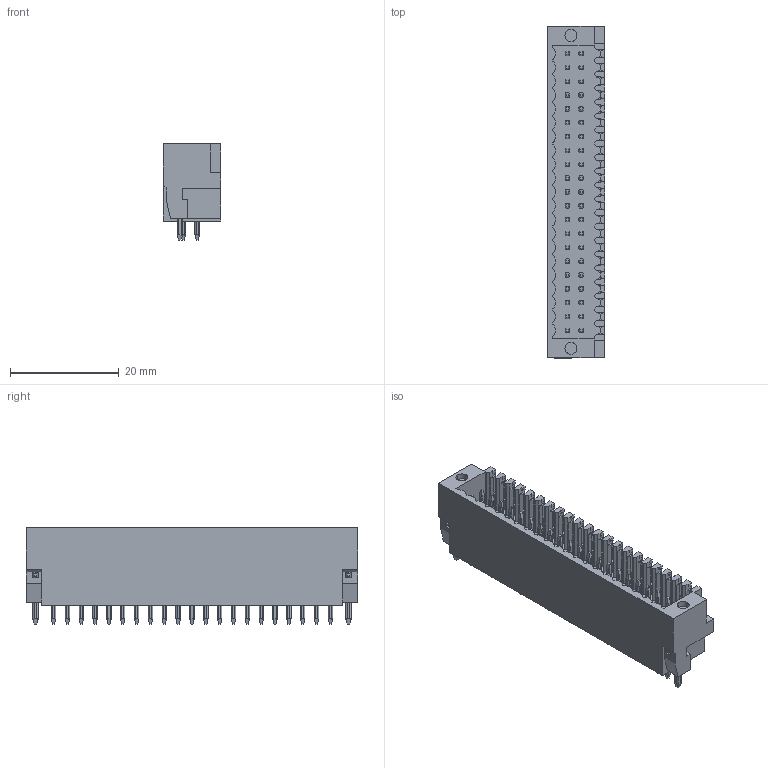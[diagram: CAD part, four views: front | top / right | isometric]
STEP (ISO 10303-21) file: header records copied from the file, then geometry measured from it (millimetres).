
FILE_DESCRIPTION((''),'2;1');
FILE_NAME('TLPHDW-020V','2024-10-17T08:37:32',('tluser'),(''),'CREO PARAMETRIC BY PTC INC, 2018100','CREO PARAMETRIC BY PTC INC, 2018100','');
FILE_SCHEMA(('CONFIG_CONTROL_DESIGN'));
Length unit declared in the file: millimetre
Products named in the file (1): TLPHDW-020V
Bounding box: 10.5 x 60.9 x 17.7 mm (x, y, z)
Volume: 5808.7 mm3; surface area: 5391.1 mm2
Topology: 1 solids, 1 shells, 1652 faces, 4636 edges, 3066 vertices
Faces by surface type: plane 1277, cylinder 371, torus 4
Entity records: 53641 total; most frequent: CARTESIAN_POINT 11959, ORIENTED_EDGE 9272, DIRECTION 7646, EDGE_CURVE 4636, VECTOR 3546, LINE 3546, VERTEX_POINT 3066, AXIS2_PLACEMENT_3D 2050
